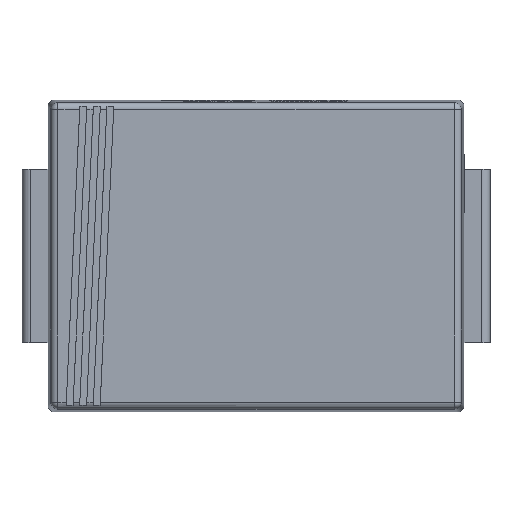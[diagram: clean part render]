
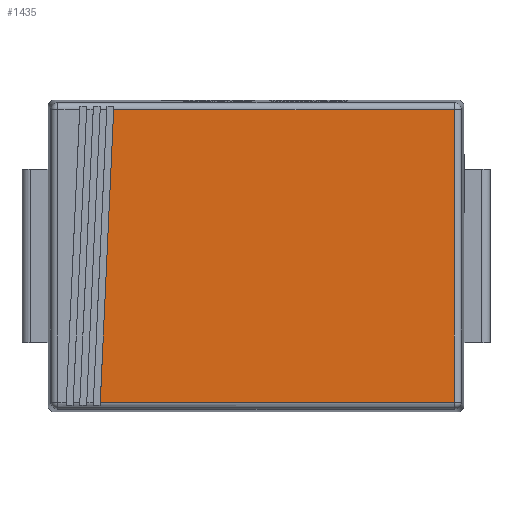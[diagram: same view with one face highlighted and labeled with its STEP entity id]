
A CAD part, top view. The second image highlights one B-rep face of the part: STEP entity #1435.
In plain terms, the highlighted planar face has unit normal (0, 0, 1).
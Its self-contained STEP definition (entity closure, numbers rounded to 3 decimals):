
#678 = CARTESIAN_POINT ( 'NONE',  ( -2.365, 1.688, 1. ) ) ;
#1072 = VERTEX_POINT ( 'NONE', #3651 ) ;
#1435 = ADVANCED_FACE ( 'NONE', ( #2800 ), #11998, .T. ) ;
#1842 = DIRECTION ( 'NONE',  ( 1., 0., 0. ) ) ;
#1895 = EDGE_LOOP ( 'NONE', ( #9455, #4619, #2401, #9477 ) ) ;
#1897 = EDGE_CURVE ( 'NONE', #8667, #1072, #5235, .T. ) ;
#2401 = ORIENTED_EDGE ( 'NONE', *, *, #12086, .T. ) ;
#2627 = VECTOR ( 'NONE', #11185, 1000. ) ;
#2638 = AXIS2_PLACEMENT_3D ( 'NONE', #14627, #4458, #7990 ) ;
#2646 = VERTEX_POINT ( 'NONE', #8251 ) ;
#2800 = FACE_OUTER_BOUND ( 'NONE', #1895, .T. ) ;
#2953 = VERTEX_POINT ( 'NONE', #11918 ) ;
#3046 = LINE ( 'NONE', #12243, #4856 ) ;
#3651 = CARTESIAN_POINT ( 'NONE',  ( 2.288, -1.688, 1. ) ) ;
#4458 = DIRECTION ( 'NONE',  ( 0., 0., 1. ) ) ;
#4619 = ORIENTED_EDGE ( 'NONE', *, *, #1897, .T. ) ;
#4856 = VECTOR ( 'NONE', #13436, 1000. ) ;
#5235 = LINE ( 'NONE', #6201, #14718 ) ;
#5662 = CARTESIAN_POINT ( 'NONE',  ( -1.797, -1.688, 1. ) ) ;
#6108 = EDGE_CURVE ( 'NONE', #2953, #2646, #6604, .T. ) ;
#6201 = CARTESIAN_POINT ( 'NONE',  ( 2.365, -1.688, 1. ) ) ;
#6604 = LINE ( 'NONE', #678, #2627 ) ;
#7861 = LINE ( 'NONE', #11234, #10398 ) ;
#7990 = DIRECTION ( 'NONE',  ( 1., 0., 0. ) ) ;
#8251 = CARTESIAN_POINT ( 'NONE',  ( -1.642, 1.688, 1. ) ) ;
#8667 = VERTEX_POINT ( 'NONE', #5662 ) ;
#9455 = ORIENTED_EDGE ( 'NONE', *, *, #13186, .F. ) ;
#9477 = ORIENTED_EDGE ( 'NONE', *, *, #6108, .T. ) ;
#10398 = VECTOR ( 'NONE', #14643, 1000. ) ;
#11185 = DIRECTION ( 'NONE',  ( -1., 0., 0. ) ) ;
#11234 = CARTESIAN_POINT ( 'NONE',  ( -1.624, 2.083, 1. ) ) ;
#11918 = CARTESIAN_POINT ( 'NONE',  ( 2.288, 1.688, 1. ) ) ;
#11998 = PLANE ( 'NONE',  #2638 ) ;
#12086 = EDGE_CURVE ( 'NONE', #1072, #2953, #3046, .T. ) ;
#12243 = CARTESIAN_POINT ( 'NONE',  ( 2.288, 1.765, 1. ) ) ;
#13186 = EDGE_CURVE ( 'NONE', #8667, #2646, #7861, .T. ) ;
#13436 = DIRECTION ( 'NONE',  ( 0., 1., 0. ) ) ;
#14627 = CARTESIAN_POINT ( 'NONE',  ( 0., 0., 1. ) ) ;
#14643 = DIRECTION ( 'NONE',  ( 0.046, 0.999, 0. ) ) ;
#14718 = VECTOR ( 'NONE', #1842, 1000. ) ;
